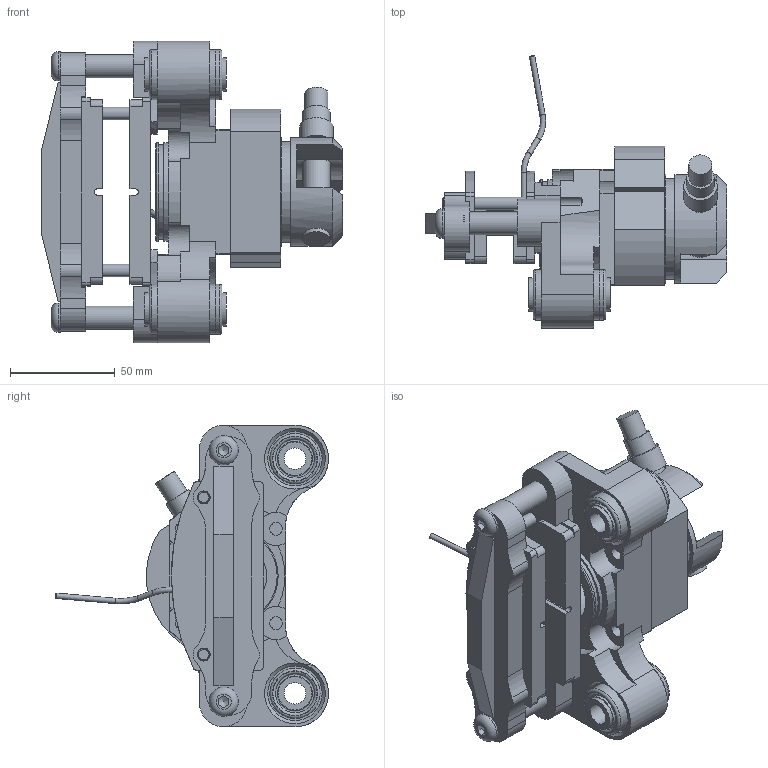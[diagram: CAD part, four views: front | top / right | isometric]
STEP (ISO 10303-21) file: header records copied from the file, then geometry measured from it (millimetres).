
FILE_DESCRIPTION(/* description */ (''),/* implementation_level */ '2;1');
FILE_NAME(/* name */ 'PINZA_POST_ASM_3_MIR_ASM.stp',/* time_stamp */ '2016-06-02T11:14:11+02:00',/* author */ (''),/* organization */ (''),/* preprocessor_version */ 'ST-DEVELOPER v16.5',/* originating_system */ 'Autodesk Translation Framework v5.0.0.3310',/* authorisation */ '');
FILE_SCHEMA (('AUTOMOTIVE_DESIGN { 1 0 10303 214 3 1 1 }'));
Length unit declared in the file: centimetre
Products named in the file (16): PINZA_POST_ASM_3_MIR_ASM; VITI_TCEI_1_MIR; A739_-_CORPO_LEVA_FRENO__1_MIR; A740_-_LEVA_COMPL_-39781__1_MIR; PARTE13_NONE__1_MIR; A738_-_CORPO_PINZA_IDRAUL_1_MIR; A741_-_BOCCOLE_DISTANZ__1_MIR; A747_-_GUARNIZ_PERNO_SC_1_MIR; A746_-_PERNO_SCORRIMENTO_1_MIR; A744_-_PASTIGLIA_FRENO_1_MIR; A743_-_PASTIGLIA_FRENO_1_MIR; A745_-_STAFF_APPOGGIO_PAST__MIR; SOS_A742_-_PERNO_SCORRIM_1_MIR; ANELLO_AGGANC_FILO_ARR_1_MIR; ABSR16_NONE__1_MIR; ABSR162_NONE__1_MIR
Assembly tree (27 placements, depth 2):
  PINZA_POST_ASM_3_MIR_ASM
    VITI_TCEI_1_MIR  x2
    A739_-_CORPO_LEVA_FRENO__1_MIR
    A740_-_LEVA_COMPL_-39781__1_MIR
    PARTE13_NONE__1_MIR
    A738_-_CORPO_PINZA_IDRAUL_1_MIR
    A741_-_BOCCOLE_DISTANZ__1_MIR  x2
    SOS_A742_-_PERNO_SCORRIM_1_MIR  x2
    ANELLO_AGGANC_FILO_ARR_1_MIR  x4
    A747_-_GUARNIZ_PERNO_SC_1_MIR  x4
    A746_-_PERNO_SCORRIMENTO_1_MIR  x2
    A744_-_PASTIGLIA_FRENO_1_MIR
    A743_-_PASTIGLIA_FRENO_1_MIR
    A745_-_STAFF_APPOGGIO_PAST__MIR
    ABSR16_NONE__1_MIR  x2
    ABSR162_NONE__1_MIR  x2
Bounding box: 143.8 x 130.24 x 144 mm (x, y, z)
Volume: 373174.8 mm3; surface area: 124565.9 mm2
Topology: 27 solids, 27 shells, 684 faces, 1571 edges, 981 vertices
Faces by surface type: cylinder 230, plane 216, cone 145, torus 93
Full cylindrical faces by diameter (mm): 1 x4, 2.6 x3, 6 x12, 6.2 x6, 6.65 x2, 7 x4, 8 x62, 8.1 x2, 10.3 x2, 11 x7, 13 x2, 14 x12, 16 x9, 16.6 x4, 18.6 x4, 19 x4, 22.5 x4, 24 x6, 26 x6, 31.5 x1, 36 x2, 45 x1, 47 x2, 48 x1, 52 x2
Entity records: 12396 total; most frequent: CARTESIAN_POINT 2273, DIRECTION 2235, ORIENTED_EDGE 1636, AXIS2_PLACEMENT_3D 946, EDGE_CURVE 818, EDGE_LOOP 744, VERTEX_POINT 634, FACE_OUTER_BOUND 452
